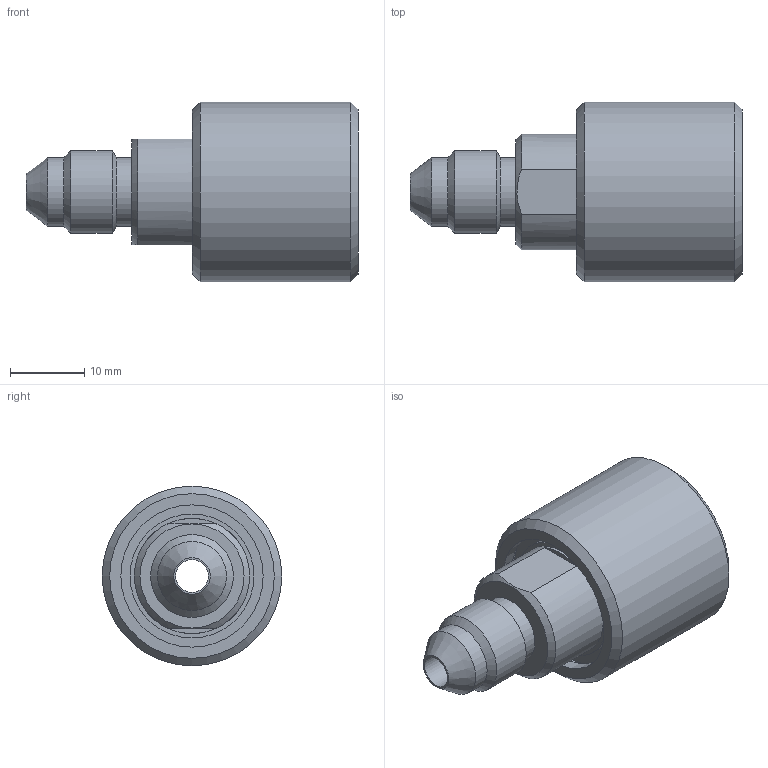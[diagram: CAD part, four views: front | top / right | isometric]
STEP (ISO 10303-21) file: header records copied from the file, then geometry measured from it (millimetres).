
FILE_DESCRIPTION(/* description */ (''),/* implementation_level */ '2;1');
FILE_NAME(/* name */ 'METH-049040.stp',/* time_stamp */ '2014-08-05T10:59:33-05:00',/* author */ ('JakeC'),/* organization */ ('FasTest,Inc.'),/* preprocessor_version */ 'ST-DEVELOPER v15.2',/* originating_system */ 'Autodesk Inventor 2014',/* authorisation */ '');
FILE_SCHEMA (('AUTOMOTIVE_DESIGN { 1 0 10303 214 3 1 1 }'));
Length unit declared in the file: inch
Products named in the file (1): METH-049040
Bounding box: 44.58 x 24.13 x 24.13 mm (x, y, z)
Volume: 10591.8 mm3; surface area: 5052.4 mm2
Topology: 1 solids, 3 shells, 42 faces, 77 edges, 47 vertices
Faces by surface type: plane 16, cylinder 13, cone 10, torus 3
Full cylindrical faces by diameter (mm): 4.369 x1, 9.144 x1, 9.271 x1, 10.008 x2, 11.112 x2, 15.494 x1, 16.637 x1, 19.101 x2, 20.269 x1, 24.13 x1
Entity records: 902 total; most frequent: DIRECTION 170, CARTESIAN_POINT 137, ORIENTED_EDGE 98, AXIS2_PLACEMENT_3D 82, EDGE_LOOP 80, EDGE_CURVE 47, VERTEX_POINT 43, FACE_BOUND 42
